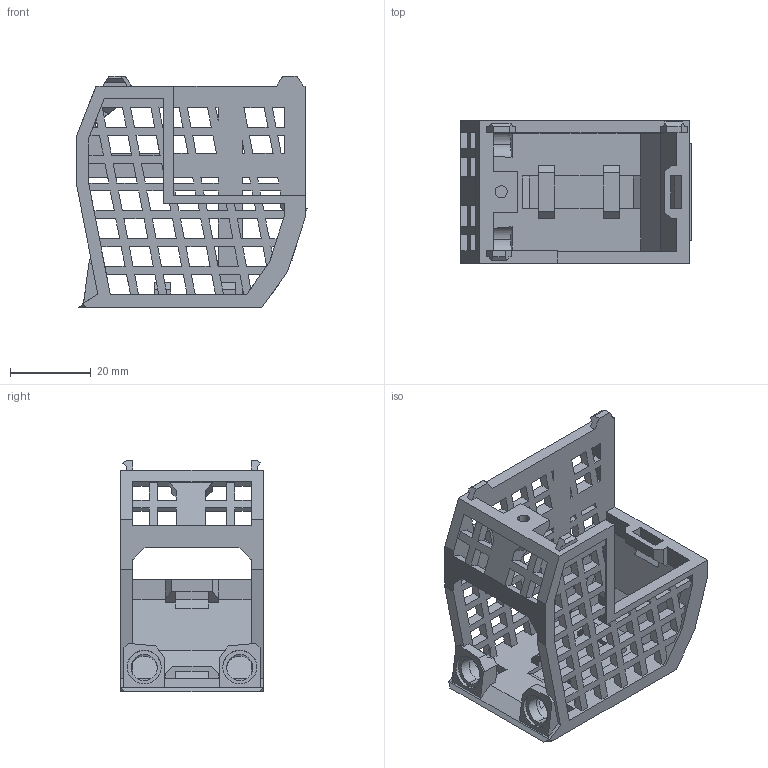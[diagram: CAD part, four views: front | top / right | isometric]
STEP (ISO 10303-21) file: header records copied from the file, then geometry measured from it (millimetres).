
FILE_DESCRIPTION (( 'STEP AP203' ), '1' );
FILE_NAME ('24.) Cab.STEP', '2024-04-05T15:26:29', ( '' ), ( '' ), 'SwSTEP 2.0', 'SolidWorks 2024', '' );
FILE_SCHEMA (( 'CONFIG_CONTROL_DESIGN' ));
Length unit declared in the file: millimetre
Products named in the file (1): 24.) Cab
Bounding box: 56.95 x 35.2 x 57.21 mm (x, y, z)
Volume: 16835.7 mm3; surface area: 18535.4 mm2
Topology: 1 solids, 1 shells, 551 faces, 1829 edges, 1213 vertices
Faces by surface type: plane 533, cylinder 18
Entity records: 20024 total; most frequent: ORIENTED_EDGE 3658, CARTESIAN_POINT 3636, DIRECTION 2951, EDGE_CURVE 1829, LINE 1783, VECTOR 1783, VERTEX_POINT 1213, EDGE_LOOP 686
